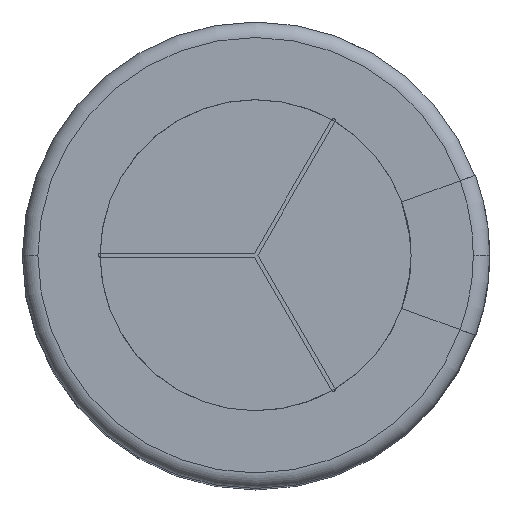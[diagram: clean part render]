
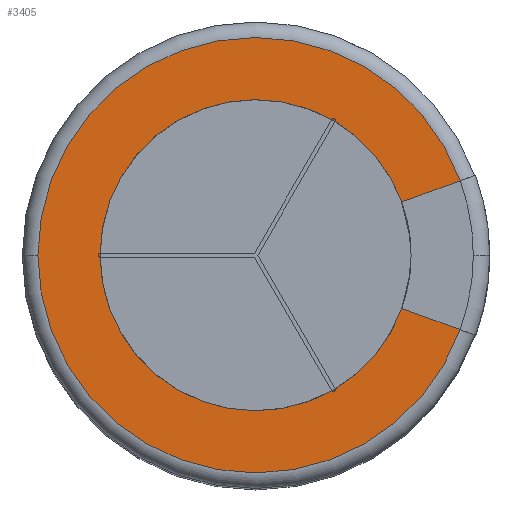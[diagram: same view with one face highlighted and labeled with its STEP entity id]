
A CAD part, top view. The second image highlights one B-rep face of the part: STEP entity #3405.
In plain terms, the highlighted planar face has unit normal (0, 0, 1).
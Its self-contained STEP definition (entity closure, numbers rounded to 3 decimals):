
#189 = CARTESIAN_POINT ( 'NONE',  ( 1.879, 0.684, 11.5 ) ) ;
#287 = AXIS2_PLACEMENT_3D ( 'NONE', #716, #14173, #5647 ) ;
#716 = CARTESIAN_POINT ( 'NONE',  ( 0., 0., 11.5 ) ) ;
#1039 = DIRECTION ( 'NONE',  ( -1., 0., 0. ) ) ;
#1450 = EDGE_CURVE ( 'NONE', #12342, #3363, #11915, .T. ) ;
#1595 = VECTOR ( 'NONE', #4776, 1000. ) ;
#3363 = VERTEX_POINT ( 'NONE', #3479 ) ;
#3405 = ADVANCED_FACE ( 'NONE', ( #8457 ), #13694, .F. ) ;
#3438 = AXIS2_PLACEMENT_3D ( 'NONE', #11121, #7378, #1039 ) ;
#3479 = CARTESIAN_POINT ( 'NONE',  ( 2.631, -0.958, 11.5 ) ) ;
#3879 = ORIENTED_EDGE ( 'NONE', *, *, #9538, .T. ) ;
#3898 = DIRECTION ( 'NONE',  ( -1., 0., 0. ) ) ;
#4300 = CARTESIAN_POINT ( 'NONE',  ( -2.8, 0., 11.5 ) ) ;
#4776 = DIRECTION ( 'NONE',  ( 0.94, 0.342, 0. ) ) ;
#4813 = VERTEX_POINT ( 'NONE', #4300 ) ;
#5478 = EDGE_CURVE ( 'NONE', #4813, #8170, #9030, .T. ) ;
#5479 = CIRCLE ( 'NONE', #287, 2. ) ;
#5647 = DIRECTION ( 'NONE',  ( -1., 0., 0. ) ) ;
#6933 = ORIENTED_EDGE ( 'NONE', *, *, #12292, .T. ) ;
#7157 = EDGE_CURVE ( 'NONE', #8478, #8170, #9900, .T. ) ;
#7352 = DIRECTION ( 'NONE',  ( 0., 0., -1. ) ) ;
#7378 = DIRECTION ( 'NONE',  ( 0., 0., -1. ) ) ;
#7497 = ORIENTED_EDGE ( 'NONE', *, *, #1450, .F. ) ;
#7617 = CARTESIAN_POINT ( 'NONE',  ( 2.631, 0.958, 11.5 ) ) ;
#7667 = DIRECTION ( 'NONE',  ( 0., 0., -1. ) ) ;
#7962 = ORIENTED_EDGE ( 'NONE', *, *, #5478, .F. ) ;
#8170 = VERTEX_POINT ( 'NONE', #7617 ) ;
#8285 = DIRECTION ( 'NONE',  ( 0., 0., -1. ) ) ;
#8457 = FACE_OUTER_BOUND ( 'NONE', #8553, .T. ) ;
#8477 = AXIS2_PLACEMENT_3D ( 'NONE', #15994, #8285, #3898 ) ;
#8478 = VERTEX_POINT ( 'NONE', #189 ) ;
#8553 = EDGE_LOOP ( 'NONE', ( #7497, #6933, #3879, #9904, #7962, #15142 ) ) ;
#8735 = VECTOR ( 'NONE', #10861, 1000. ) ;
#9030 = CIRCLE ( 'NONE', #14452, 2.8 ) ;
#9475 = CARTESIAN_POINT ( 'NONE',  ( 1.879, -0.684, 11.5 ) ) ;
#9538 = EDGE_CURVE ( 'NONE', #15964, #8478, #14050, .T. ) ;
#9900 = LINE ( 'NONE', #11037, #1595 ) ;
#9904 = ORIENTED_EDGE ( 'NONE', *, *, #7157, .T. ) ;
#10228 = EDGE_CURVE ( 'NONE', #3363, #4813, #12830, .T. ) ;
#10861 = DIRECTION ( 'NONE',  ( 0.94, -0.342, 0. ) ) ;
#10938 = CARTESIAN_POINT ( 'NONE',  ( 1.766, -0.643, 11.5 ) ) ;
#11037 = CARTESIAN_POINT ( 'NONE',  ( 1.766, 0.643, 11.5 ) ) ;
#11121 = CARTESIAN_POINT ( 'NONE',  ( 2., 0., 11.5 ) ) ;
#11915 = LINE ( 'NONE', #10938, #8735 ) ;
#12178 = CARTESIAN_POINT ( 'NONE',  ( -2., 0., 11.5 ) ) ;
#12292 = EDGE_CURVE ( 'NONE', #12342, #15964, #5479, .T. ) ;
#12342 = VERTEX_POINT ( 'NONE', #9475 ) ;
#12512 = AXIS2_PLACEMENT_3D ( 'NONE', #15245, #7667, #14922 ) ;
#12830 = CIRCLE ( 'NONE', #8477, 2.8 ) ;
#13415 = CARTESIAN_POINT ( 'NONE',  ( 0., 0., 11.5 ) ) ;
#13694 = PLANE ( 'NONE',  #3438 ) ;
#14050 = CIRCLE ( 'NONE', #12512, 2. ) ;
#14173 = DIRECTION ( 'NONE',  ( 0., 0., -1. ) ) ;
#14452 = AXIS2_PLACEMENT_3D ( 'NONE', #13415, #7352, #14539 ) ;
#14539 = DIRECTION ( 'NONE',  ( -1., 0., 0. ) ) ;
#14922 = DIRECTION ( 'NONE',  ( -1., 0., 0. ) ) ;
#15142 = ORIENTED_EDGE ( 'NONE', *, *, #10228, .F. ) ;
#15245 = CARTESIAN_POINT ( 'NONE',  ( 0., 0., 11.5 ) ) ;
#15964 = VERTEX_POINT ( 'NONE', #12178 ) ;
#15994 = CARTESIAN_POINT ( 'NONE',  ( 0., 0., 11.5 ) ) ;
